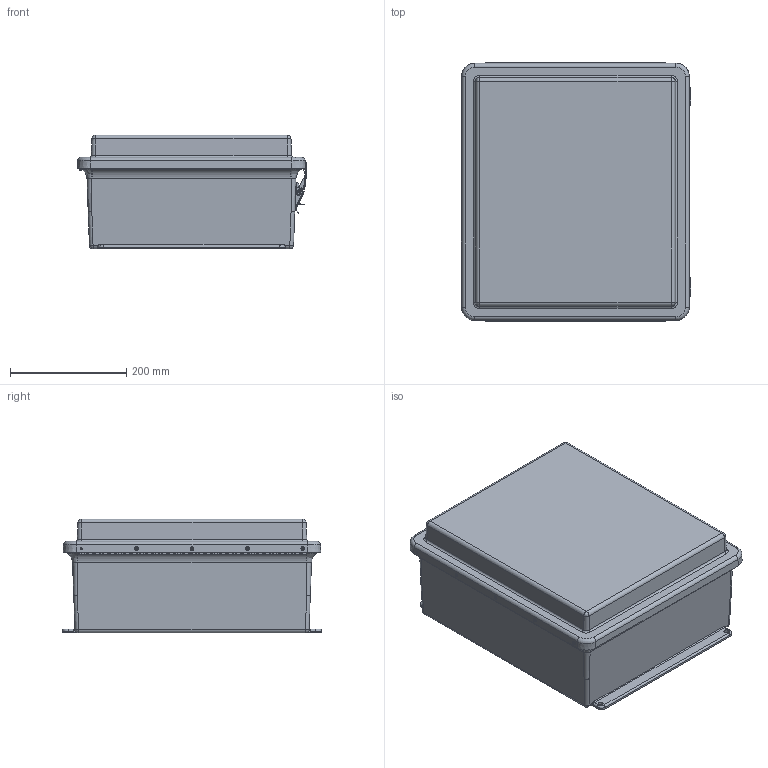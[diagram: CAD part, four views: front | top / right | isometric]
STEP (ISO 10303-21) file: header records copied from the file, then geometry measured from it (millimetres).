
FILE_DESCRIPTION(/* description */ (''),/* implementation_level */ '2;1');
FILE_NAME(/* name */ 'HW-RHJ161407CHQR.stp',/* time_stamp */ '2014-04-04T14:12:44-05:00',/* author */ ('jtigges'),/* organization */ (''),/* preprocessor_version */ 'ST-DEVELOPER v15.2',/* originating_system */ 'Autodesk Inventor 2014',/* authorisation */ '');
FILE_SCHEMA (('AUTOMOTIVE_DESIGN { 1 0 10303 214 3 1 1 }'));
Length unit declared in the file: inch
Products named in the file (24): J1614HL_6; RMINS45821P_125; RMINS45821P_126; RMINS45821P_127; RMINS45821P_128; J1614BHL; RMHINGCOV15; RMHINGPIN15; RMHINGBOX15; RMHING15; RJ1614HLCVR; GASKET_1614; WP1614HLU; RMRIV43; RMRIV44; RMKEEPSSL; Anchor Plate; Locking Layer; Hook blade; Hinge Pin_Lower; Hinge Pin_Upper; RMLATPLSSL; RJ1614HPL_STP
Bounding box: 395.38 x 445.29 x 195.51 mm (x, y, z)
Volume: 2415541 mm3; surface area: 1376061.9 mm2
Topology: 38 solids, 38 shells, 1141 faces, 2940 edges, 1913 vertices
Faces by surface type: plane 498, cylinder 472, torus 72, bspline 48, cone 47, sphere 4
Full cylindrical faces by diameter (mm): 2.159 x63, 2.64 x8, 3.048 x2, 3.175 x16, 3.302 x4, 3.327 x10, 3.429 x18, 3.556 x22, 3.861 x8, 3.962 x7, 4.306 x4, 5.537 x4, 6.35 x8, 6.858 x4, 7.62 x4, 9.525 x2
Entity records: 29008 total; most frequent: CARTESIAN_POINT 6492, DIRECTION 4781, ORIENTED_EDGE 4264, EDGE_CURVE 2132, AXIS2_PLACEMENT_3D 1797, VERTEX_POINT 1465, EDGE_LOOP 1275, LINE 1187
